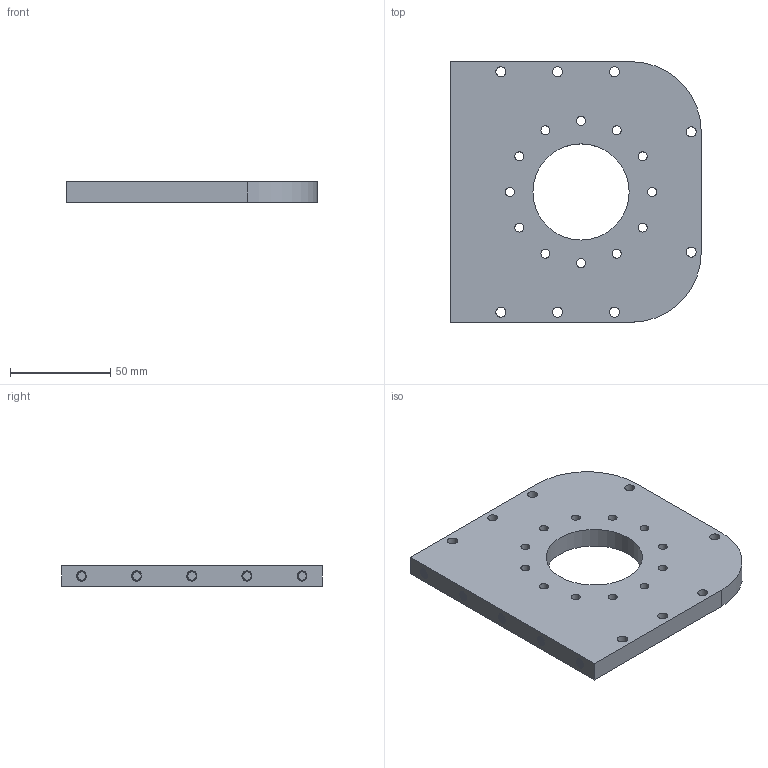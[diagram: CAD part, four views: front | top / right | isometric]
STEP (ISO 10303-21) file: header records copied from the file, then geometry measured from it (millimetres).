
FILE_DESCRIPTION(/* description */ ('','CAx-IF Rec.Pracs.---Representation and Presentation of Product Manufacturing Information (PMI)---4.0---2014-10-13'),/* implementation_level */ '2;1');
FILE_NAME(/* name */ 'RA plate.step',/* time_stamp */ '2024-12-09T11:52:45+01:00',/* author */ (''),/* organization */ (''),/* preprocessor_version */ 'ST-DEVELOPER v20',/* originating_system */ 'Autodesk Translation Framework v13.20.0.188',/* authorisation */ '');
FILE_SCHEMA (('AP242_MANAGED_MODEL_BASED_3D_ENGINEERING_MIM_LF { 1 0 10303 442 1 1 4 }'));
Length unit declared in the file: millimetre
Products named in the file (2): (Non enregistré); RAPlate v1
Assembly tree (1 placements, depth 2):
  (Non enregistré)
    RAPlate v1
Bounding box: 125 x 130 x 10 mm (x, y, z)
Volume: 133444.2 mm3; surface area: 38662.5 mm2
Topology: 1 solids, 1 shells, 312 faces, 918 edges, 605 vertices
Faces by surface type: cylinder 283, plane 11, bspline 10, cone 8
Full cylindrical faces by diameter (mm): 4.234 x60, 4.5 x12, 5 x8, 5.12 x30, 48 x1
Entity records: 25376 total; most frequent: CARTESIAN_POINT 17959, ORIENTED_EDGE 1836, DIRECTION 1069, EDGE_CURVE 918, VERTEX_POINT 605, B_SPLINE_CURVE_WITH_KNOTS 540, AXIS2_PLACEMENT_3D 385, EDGE_LOOP 351
